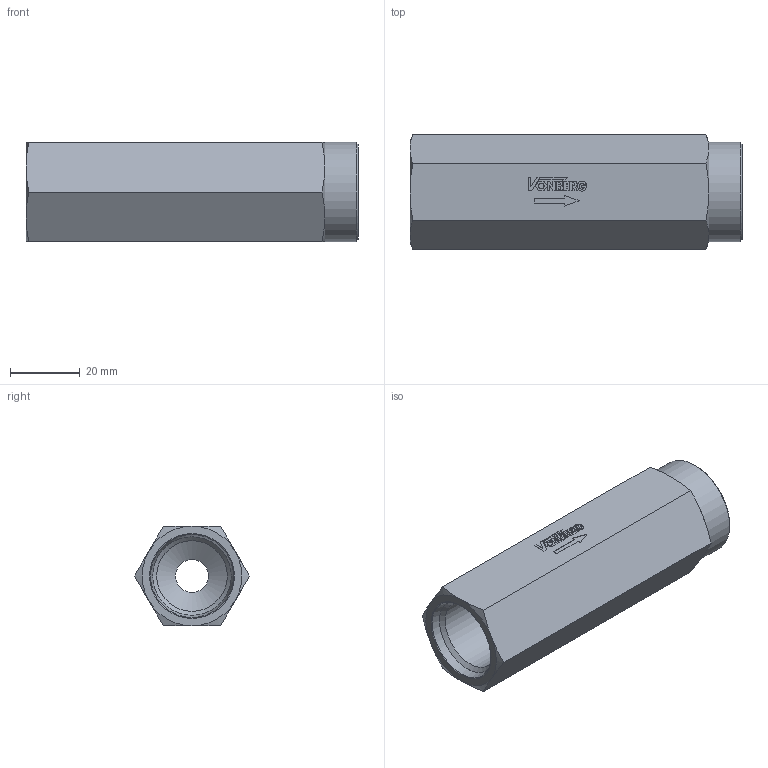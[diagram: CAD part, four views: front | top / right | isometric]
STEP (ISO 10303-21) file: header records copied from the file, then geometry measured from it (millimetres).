
FILE_DESCRIPTION((''),'2;1');
FILE_NAME('28000-210.stp','2015-02-13T11:23:20',('jml'),(''),'Autodesk Inventor 2010','Autodesk Inventor 2010','');
FILE_SCHEMA(('AUTOMOTIVE_DESIGN { 1 0 10303 214 1 1 1 1 }'));
Length unit declared in the file: inch
Products named in the file (1): 221320
Bounding box: 95.25 x 33 x 28.57 mm (x, y, z)
Volume: 48543 mm3; surface area: 14505.3 mm2
Topology: 1 solids, 1 shells, 134 faces, 332 edges, 216 vertices
Faces by surface type: plane 94, cone 17, cylinder 16, bspline 5, torus 2
Full cylindrical faces by diameter (mm): 1.566 x1, 28.448 x1
Entity records: 3986 total; most frequent: CARTESIAN_POINT 792, ORIENTED_EDGE 626, DIRECTION 608, EDGE_CURVE 313, VECTOR 230, LINE 230, VERTEX_POINT 211, AXIS2_PLACEMENT_3D 189
